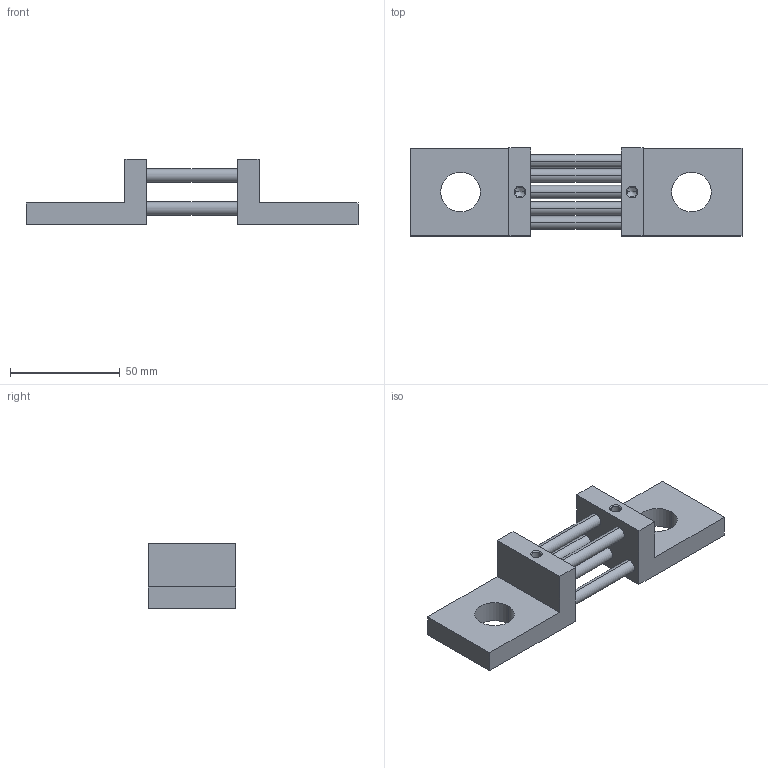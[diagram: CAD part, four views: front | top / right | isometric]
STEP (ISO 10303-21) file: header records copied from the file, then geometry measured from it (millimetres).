
FILE_DESCRIPTION (( 'STEP AP214' ), '1' );
FILE_NAME ('YN01-24505WS2000ST.STEP', '2025-02-17T18:57:46', ( '' ), ( '' ), 'SwSTEP 2.0', 'SolidWorks 2021', '' );
FILE_SCHEMA (( 'AUTOMOTIVE_DESIGN' ));
Length unit declared in the file: inch
Products named in the file (1): YN01-24505WS2000ST
Bounding box: 151 x 40 x 30 mm (x, y, z)
Volume: 60336.4 mm3; surface area: 21168.6 mm2
Topology: 1 solids, 11 shells, 82 faces, 168 edges, 108 vertices
Faces by surface type: cylinder 38, plane 36, cone 8
Entity records: 2202 total; most frequent: DIRECTION 412, CARTESIAN_POINT 355, ORIENTED_EDGE 328, AXIS2_PLACEMENT_3D 165, EDGE_CURVE 164, VERTEX_POINT 108, EDGE_LOOP 98, ADVANCED_FACE 82
